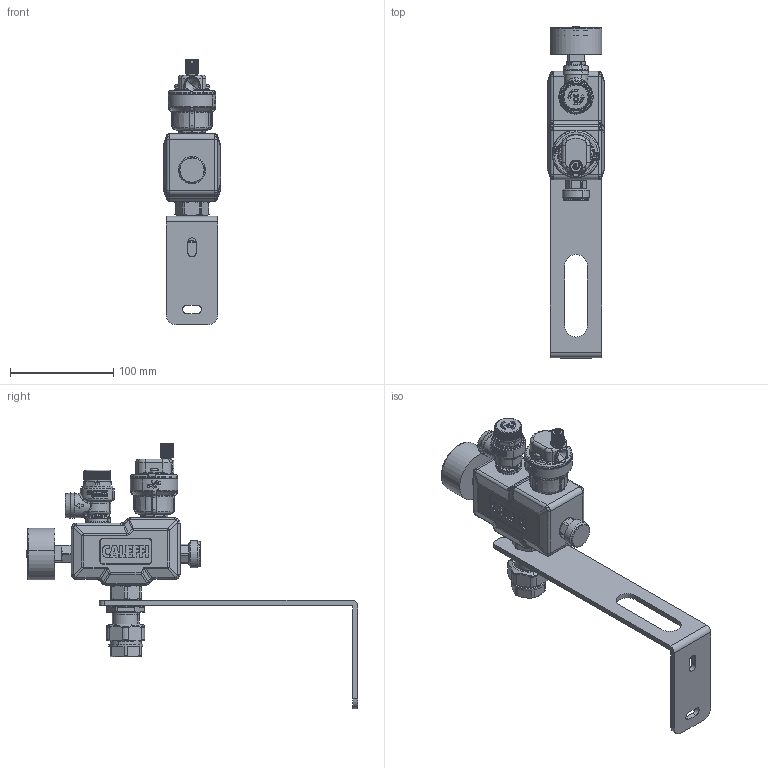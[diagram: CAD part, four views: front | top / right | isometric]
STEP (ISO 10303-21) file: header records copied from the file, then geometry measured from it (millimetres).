
FILE_DESCRIPTION(('CATIA V5 STEP Exchange','CAx-IF Rec.Pracs.--- Model Styling and Organization---1.5--- 2016-08-15','CAx-IF Rec.Pracs.---Supplemental Geometry---1.0---2011-11-01','CAx-IF Rec.Pracs.--- Composite Materials ---3.4---2017-06-13','CAx-IF Rec.Pracs.---Tessellated 3D Geometry---1.0---2015-12-17'),'2;1');
FILE_NAME('STEP_305503_-_TST.stp','2024-11-14T15:40:26+00:00',('none'),('none'),'CATIA Version 5-6 Release 2020 SP5','CATIA V5 STEP AP242 v2','none');
FILE_SCHEMA(('AP242_MANAGED_MODEL_BASED_3D_ENGINEERING_MIM_LF {1 0 10303 442 1 1 4}'));
Products named in the file (1): 305503 - TST
Bounding box: 56 x 320.8 x 257 mm (x, y, z)
Volume: 9070.7 mm3; surface area: 110184.5 mm2
Topology: 2 solids, 3 shells, 4039 faces, 10438 edges, 6431 vertices
Faces by surface type: plane 1415, cylinder 1030, bspline 874, extrusion 246, torus 221, cone 138, sphere 112, revolution 3
Entity records: 167299 total; most frequent: CARTESIAN_POINT 83224, ORIENTED_EDGE 20590, DIRECTION 10570, EDGE_CURVE 10296, VERTEX_POINT 6431, AXIS2_PLACEMENT_3D 4474, EDGE_LOOP 4233, VECTOR 4136
